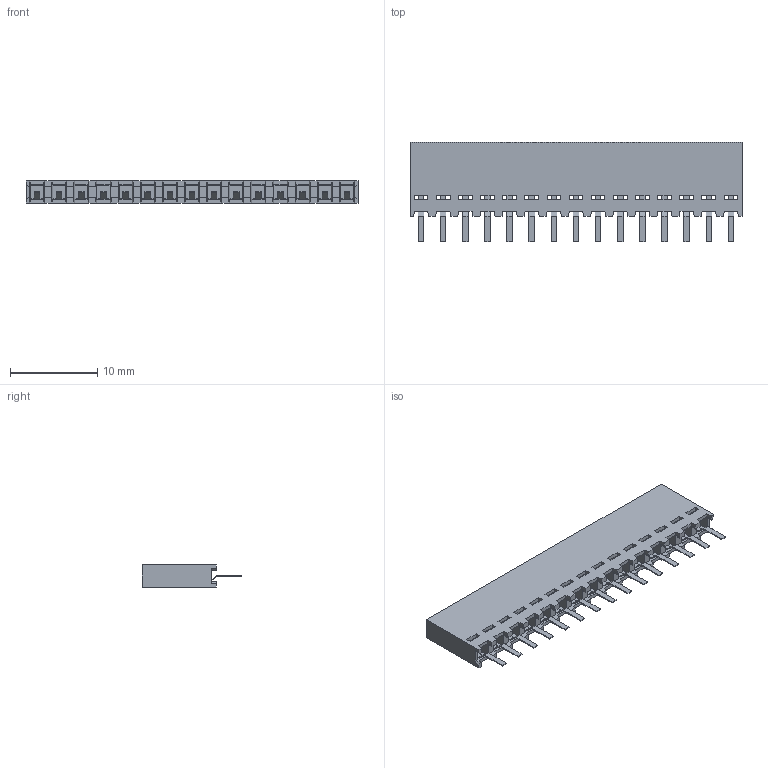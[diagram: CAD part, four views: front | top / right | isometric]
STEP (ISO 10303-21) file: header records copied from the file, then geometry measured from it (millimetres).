
FILE_DESCRIPTION((''),'2;1');
FILE_NAME('901471115','2014-04-10T',('me'),(''),'PRO/ENGINEER BY PARAMETRIC TECHNOLOGY CORPORATION, 2011490','PRO/ENGINEER BY PARAMETRIC TECHNOLOGY CORPORATION, 2011490','');
FILE_SCHEMA(('CONFIG_CONTROL_DESIGN'));
Length unit declared in the file: millimetre
Products named in the file (1): 901471115
Bounding box: 38.1 x 11.4 x 2.54 mm (x, y, z)
Volume: 657.3 mm3; surface area: 1248.3 mm2
Topology: 1 solids, 1 shells, 698 faces, 2107 edges, 1374 vertices
Faces by surface type: plane 698
Entity records: 23197 total; most frequent: ORIENTED_EDGE 4154, CARTESIAN_POINT 4150, DIRECTION 3535, VECTOR 2077, LINE 2077, EDGE_CURVE 2077, VERTEX_POINT 1344, EDGE_LOOP 751
